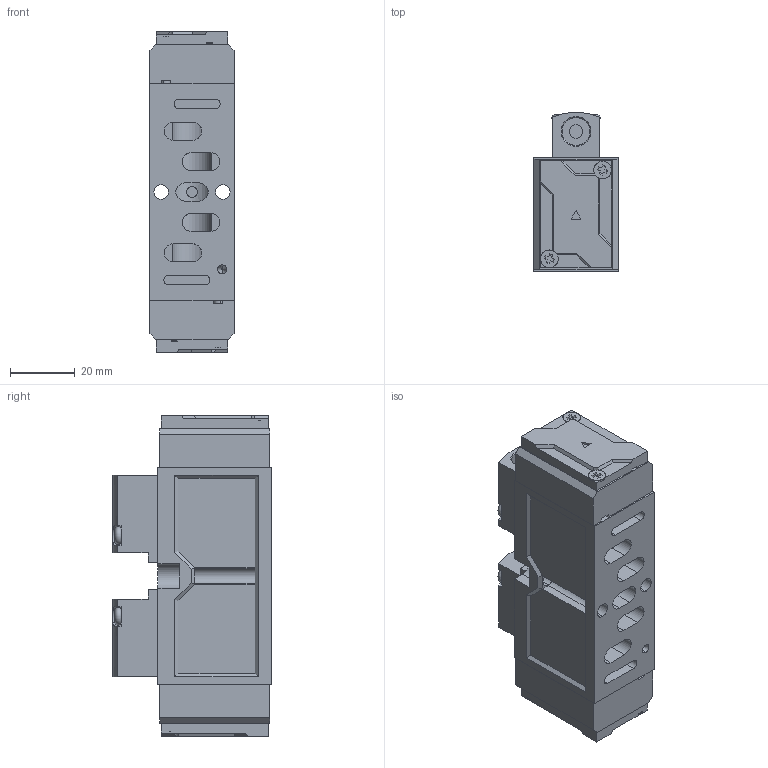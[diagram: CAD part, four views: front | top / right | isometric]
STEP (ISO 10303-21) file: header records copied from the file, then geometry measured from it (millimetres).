
FILE_DESCRIPTION (( 'STEP AP203' ), '1' );
FILE_NAME ('SIP320.STEP', '2013-02-01T07:19:20', ( '' ), ( '' ), 'SwSTEP 2.0', 'SolidWorks 2008', '' );
FILE_SCHEMA (( 'CONFIG_CONTROL_DESIGN' ));
Length unit declared in the file: millimetre
Products named in the file (9): SIP320; Body_ル遽; SEMI COVER_ル遽; SemiPilotCover(ZnDC)_ル遽; SemiPilotBoltM3xL19_ル遽; SemiPilot(SF4000)_ル遽; MA_ル遽; PneumaticPilot_ル遽; PneumaticPilotBoltM3xL16_ル遽
Assembly tree (13 placements, depth 3):
  SIP320
    SemiPilot(SF4000)_ル遽  x2
    MA_ル遽  x2
      PneumaticPilotBoltM3xL16_ル遽
      PneumaticPilot_ル遽
    Body_ル遽
    SEMI COVER_ル遽  x2
      SemiPilotBoltM3xL19_ル遽
      SemiPilotCover(ZnDC)_ル遽
Bounding box: 26 x 48.94 x 99 mm (x, y, z)
Volume: 64547.9 mm3; surface area: 41155.6 mm2
Topology: 15 solids, 17 shells, 1003 faces, 2634 edges, 1718 vertices
Faces by surface type: plane 605, cylinder 306, cone 84, torus 8
Entity records: 18888 total; most frequent: CARTESIAN_POINT 3585, DIRECTION 3017, ORIENTED_EDGE 2930, EDGE_CURVE 1465, AXIS2_PLACEMENT_3D 1045, VERTEX_POINT 953, LINE 927, VECTOR 927
